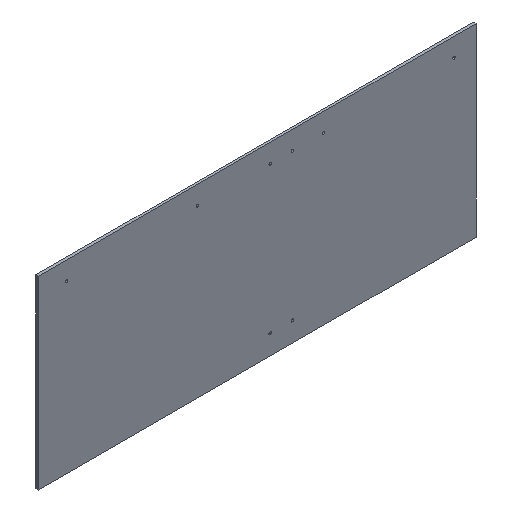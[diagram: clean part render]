
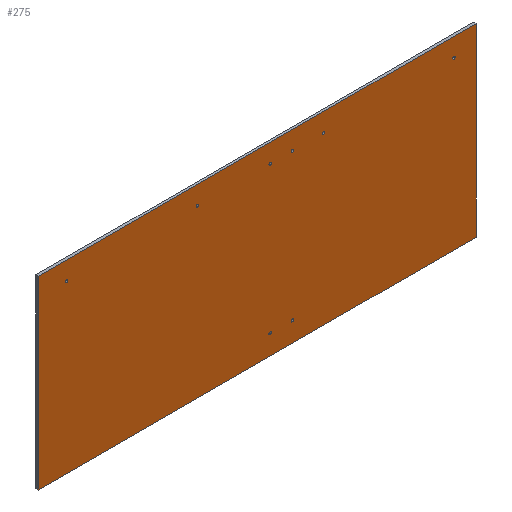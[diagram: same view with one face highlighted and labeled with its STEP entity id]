
A CAD part, isometric view. The second image highlights one B-rep face of the part: STEP entity #275.
In plain terms, the highlighted planar face has unit normal (0, -1, 0).
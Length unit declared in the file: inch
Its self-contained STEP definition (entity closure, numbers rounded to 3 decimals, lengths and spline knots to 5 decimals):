
#14=LINE('',#449,#26);
#15=LINE('',#451,#27);
#16=LINE('',#453,#28);
#17=LINE('',#454,#29);
#26=VECTOR('',#383,39.37008);
#27=VECTOR('',#384,39.37008);
#28=VECTOR('',#385,39.37008);
#29=VECTOR('',#386,39.37008);
#38=PLANE('',#325);
#52=FACE_BOUND('',#99,.T.);
#53=FACE_BOUND('',#100,.T.);
#54=FACE_BOUND('',#101,.T.);
#55=FACE_BOUND('',#102,.T.);
#56=FACE_BOUND('',#103,.T.);
#57=FACE_BOUND('',#104,.T.);
#58=FACE_BOUND('',#105,.T.);
#59=FACE_BOUND('',#106,.T.);
#76=FACE_OUTER_BOUND('',#98,.T.);
#98=EDGE_LOOP('',(#204,#205,#206,#207));
#99=EDGE_LOOP('',(#208));
#100=EDGE_LOOP('',(#209));
#101=EDGE_LOOP('',(#210));
#102=EDGE_LOOP('',(#211));
#103=EDGE_LOOP('',(#212));
#104=EDGE_LOOP('',(#213));
#105=EDGE_LOOP('',(#214));
#106=EDGE_LOOP('',(#215));
#121=CIRCLE('',#303,0.125);
#123=CIRCLE('',#306,0.125);
#125=CIRCLE('',#309,0.125);
#127=CIRCLE('',#312,0.125);
#129=CIRCLE('',#315,0.125);
#131=CIRCLE('',#318,0.125);
#133=CIRCLE('',#321,0.125);
#135=CIRCLE('',#324,0.125);
#137=VERTEX_POINT('',#409);
#139=VERTEX_POINT('',#414);
#141=VERTEX_POINT('',#419);
#143=VERTEX_POINT('',#424);
#145=VERTEX_POINT('',#429);
#147=VERTEX_POINT('',#434);
#149=VERTEX_POINT('',#439);
#151=VERTEX_POINT('',#444);
#152=VERTEX_POINT('',#447);
#153=VERTEX_POINT('',#448);
#154=VERTEX_POINT('',#450);
#155=VERTEX_POINT('',#452);
#161=EDGE_CURVE('',#137,#137,#121,.T.);
#163=EDGE_CURVE('',#139,#139,#123,.T.);
#165=EDGE_CURVE('',#141,#141,#125,.T.);
#167=EDGE_CURVE('',#143,#143,#127,.T.);
#169=EDGE_CURVE('',#145,#145,#129,.T.);
#171=EDGE_CURVE('',#147,#147,#131,.T.);
#173=EDGE_CURVE('',#149,#149,#133,.T.);
#175=EDGE_CURVE('',#151,#151,#135,.T.);
#176=EDGE_CURVE('',#152,#153,#14,.T.);
#177=EDGE_CURVE('',#153,#154,#15,.T.);
#178=EDGE_CURVE('',#154,#155,#16,.T.);
#179=EDGE_CURVE('',#155,#152,#17,.T.);
#204=ORIENTED_EDGE('',*,*,#176,.T.);
#205=ORIENTED_EDGE('',*,*,#177,.T.);
#206=ORIENTED_EDGE('',*,*,#178,.T.);
#207=ORIENTED_EDGE('',*,*,#179,.T.);
#208=ORIENTED_EDGE('',*,*,#161,.T.);
#209=ORIENTED_EDGE('',*,*,#163,.T.);
#210=ORIENTED_EDGE('',*,*,#165,.T.);
#211=ORIENTED_EDGE('',*,*,#167,.T.);
#212=ORIENTED_EDGE('',*,*,#169,.T.);
#213=ORIENTED_EDGE('',*,*,#171,.T.);
#214=ORIENTED_EDGE('',*,*,#173,.T.);
#215=ORIENTED_EDGE('',*,*,#175,.T.);
#275=ADVANCED_FACE('',(#76,#52,#53,#54,#55,#56,#57,#58,#59),#38,.T.);
#303=AXIS2_PLACEMENT_3D('',#410,#337,#338);
#306=AXIS2_PLACEMENT_3D('',#415,#343,#344);
#309=AXIS2_PLACEMENT_3D('',#420,#349,#350);
#312=AXIS2_PLACEMENT_3D('',#425,#355,#356);
#315=AXIS2_PLACEMENT_3D('',#430,#361,#362);
#318=AXIS2_PLACEMENT_3D('',#435,#367,#368);
#321=AXIS2_PLACEMENT_3D('',#440,#373,#374);
#324=AXIS2_PLACEMENT_3D('',#445,#379,#380);
#325=AXIS2_PLACEMENT_3D('',#446,#381,#382);
#337=DIRECTION('center_axis',(0.,1.,0.));
#338=DIRECTION('ref_axis',(0.,0.,-1.));
#343=DIRECTION('center_axis',(0.,1.,0.));
#344=DIRECTION('ref_axis',(0.,0.,-1.));
#349=DIRECTION('center_axis',(0.,1.,0.));
#350=DIRECTION('ref_axis',(0.,0.,-1.));
#355=DIRECTION('center_axis',(0.,1.,0.));
#356=DIRECTION('ref_axis',(0.,0.,-1.));
#361=DIRECTION('center_axis',(0.,1.,0.));
#362=DIRECTION('ref_axis',(0.,0.,-1.));
#367=DIRECTION('center_axis',(0.,1.,0.));
#368=DIRECTION('ref_axis',(0.,0.,-1.));
#373=DIRECTION('center_axis',(0.,1.,0.));
#374=DIRECTION('ref_axis',(0.,0.,-1.));
#379=DIRECTION('center_axis',(0.,1.,0.));
#380=DIRECTION('ref_axis',(0.,0.,-1.));
#381=DIRECTION('center_axis',(0.,-1.,0.));
#382=DIRECTION('ref_axis',(0.,0.,-1.));
#383=DIRECTION('',(-1.,0.,0.));
#384=DIRECTION('',(0.,0.,-1.));
#385=DIRECTION('',(1.,0.,0.));
#386=DIRECTION('',(0.,0.,1.));
#409=CARTESIAN_POINT('',(-43.5,-0.25,16.75));
#410=CARTESIAN_POINT('Origin',(-43.5,-0.25,16.875));
#414=CARTESIAN_POINT('',(-22.875,-0.25,16.75));
#415=CARTESIAN_POINT('Origin',(-22.875,-0.25,16.875));
#419=CARTESIAN_POINT('',(-20.625,-0.25,16.75));
#420=CARTESIAN_POINT('Origin',(-20.625,-0.25,16.875));
#424=CARTESIAN_POINT('',(-4.25,-0.25,16.75));
#425=CARTESIAN_POINT('Origin',(-4.25,-0.25,16.875));
#429=CARTESIAN_POINT('',(-20.625,-0.25,1.875));
#430=CARTESIAN_POINT('Origin',(-20.625,-0.25,2.));
#434=CARTESIAN_POINT('',(-22.875,-0.25,1.875));
#435=CARTESIAN_POINT('Origin',(-22.875,-0.25,2.));
#439=CARTESIAN_POINT('',(-30.25,-0.25,16.75));
#440=CARTESIAN_POINT('Origin',(-30.25,-0.25,16.875));
#444=CARTESIAN_POINT('',(-17.5,-0.25,16.75));
#445=CARTESIAN_POINT('Origin',(-17.5,-0.25,16.875));
#446=CARTESIAN_POINT('Origin',(-24.1875,-0.25,9.375));
#447=CARTESIAN_POINT('',(-2.,-0.25,18.75));
#448=CARTESIAN_POINT('',(-46.375,-0.25,18.75));
#449=CARTESIAN_POINT('',(-24.1875,-0.25,18.75));
#450=CARTESIAN_POINT('',(-46.375,-0.25,0.));
#451=CARTESIAN_POINT('',(-46.375,-0.25,9.375));
#452=CARTESIAN_POINT('',(-2.,-0.25,0.));
#453=CARTESIAN_POINT('',(-24.1875,-0.25,0.));
#454=CARTESIAN_POINT('',(-2.,-0.25,9.375));
